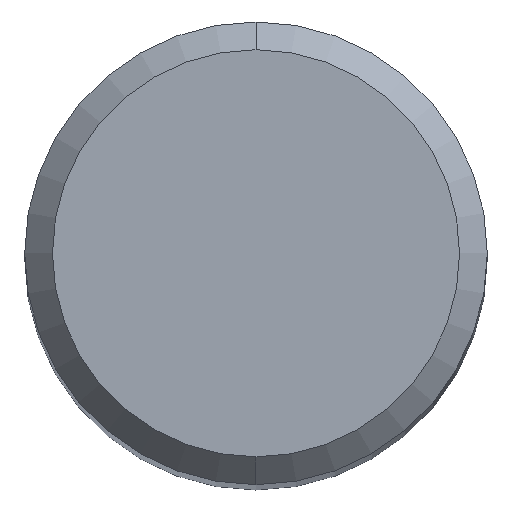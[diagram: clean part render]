
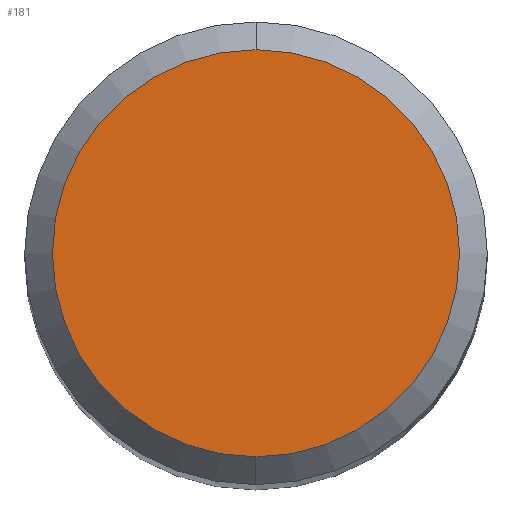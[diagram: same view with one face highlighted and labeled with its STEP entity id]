
A CAD part, top view. The second image highlights one B-rep face of the part: STEP entity #181.
In plain terms, the highlighted planar face has unit normal (0, 0, 1).
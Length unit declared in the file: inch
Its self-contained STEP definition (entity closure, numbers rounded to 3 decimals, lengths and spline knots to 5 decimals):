
#19 = ORIENTED_EDGE ( 'NONE', *, *, #117, .T. ) ;
#30 = CARTESIAN_POINT ( 'NONE',  ( 0., 0.11, 0. ) ) ;
#49 = CIRCLE ( 'NONE', #120, 0.11 ) ;
#50 = CIRCLE ( 'NONE', #76, 0.11 ) ;
#56 = DIRECTION ( 'NONE',  ( 0., 0., -1. ) ) ;
#60 = FACE_OUTER_BOUND ( 'NONE', #281, .T. ) ;
#76 = AXIS2_PLACEMENT_3D ( 'NONE', #77, #467, #351 ) ;
#77 = CARTESIAN_POINT ( 'NONE',  ( 0., 0., 0. ) ) ;
#94 = AXIS2_PLACEMENT_3D ( 'NONE', #222, #56, #219 ) ;
#117 = EDGE_CURVE ( 'NONE', #306, #238, #49, .T. ) ;
#120 = AXIS2_PLACEMENT_3D ( 'NONE', #301, #138, #173 ) ;
#138 = DIRECTION ( 'NONE',  ( 0., 0., 1. ) ) ;
#173 = DIRECTION ( 'NONE',  ( 0., -1., 0. ) ) ;
#181 = ADVANCED_FACE ( 'NONE', ( #60 ), #379, .F. ) ;
#219 = DIRECTION ( 'NONE',  ( 0., 1., 0. ) ) ;
#222 = CARTESIAN_POINT ( 'NONE',  ( 0., 0.11, 0. ) ) ;
#238 = VERTEX_POINT ( 'NONE', #244 ) ;
#244 = CARTESIAN_POINT ( 'NONE',  ( 0., -0.11, 0. ) ) ;
#281 = EDGE_LOOP ( 'NONE', ( #19, #358 ) ) ;
#301 = CARTESIAN_POINT ( 'NONE',  ( 0., 0., 0. ) ) ;
#306 = VERTEX_POINT ( 'NONE', #30 ) ;
#332 = EDGE_CURVE ( 'NONE', #238, #306, #50, .T. ) ;
#351 = DIRECTION ( 'NONE',  ( 0., -1., 0. ) ) ;
#358 = ORIENTED_EDGE ( 'NONE', *, *, #332, .T. ) ;
#379 = PLANE ( 'NONE',  #94 ) ;
#467 = DIRECTION ( 'NONE',  ( 0., 0., 1. ) ) ;
